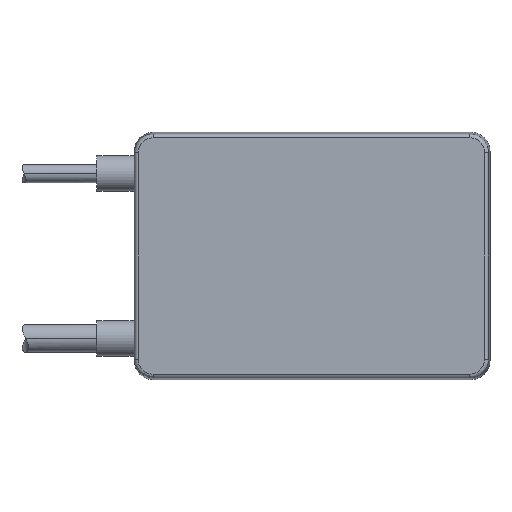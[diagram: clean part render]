
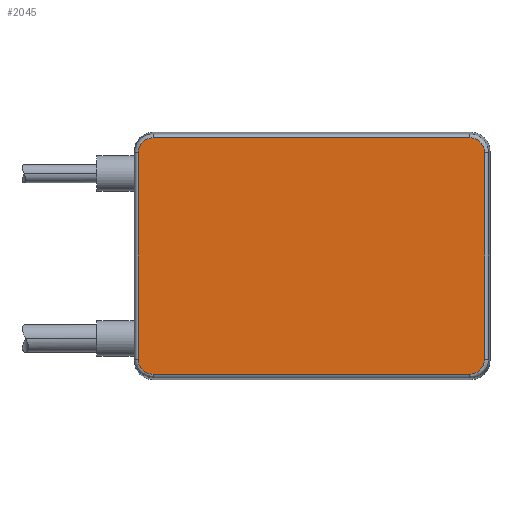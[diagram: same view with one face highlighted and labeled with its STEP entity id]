
A CAD part, front view. The second image highlights one B-rep face of the part: STEP entity #2045.
In plain terms, the highlighted planar face has unit normal (0, -1, 0).
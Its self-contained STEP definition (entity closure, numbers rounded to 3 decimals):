
#40=DIRECTION('',(-1.,0.,0.));
#41=VECTOR('',#40,84.564);
#42=CARTESIAN_POINT('',(69.731,-11.9,31.563));
#43=LINE('',#42,#41);
#44=CARTESIAN_POINT('',(73.73,-11.9,27.564));
#45=CARTESIAN_POINT('',(73.73,-11.9,27.828));
#46=CARTESIAN_POINT('',(73.679,-11.9,28.346));
#47=CARTESIAN_POINT('',(73.45,-11.9,29.104));
#48=CARTESIAN_POINT('',(73.078,-11.9,29.8));
#49=CARTESIAN_POINT('',(72.577,-11.9,30.411));
#50=CARTESIAN_POINT('',(71.966,-11.9,30.911));
#51=CARTESIAN_POINT('',(71.27,-11.9,31.283));
#52=CARTESIAN_POINT('',(70.512,-11.9,31.512));
#53=CARTESIAN_POINT('',(69.995,-11.9,31.563));
#54=CARTESIAN_POINT('',(69.731,-11.9,31.563));
#56=DIRECTION('',(0.,0.,1.));
#57=VECTOR('',#56,55.128);
#58=CARTESIAN_POINT('',(73.73,-11.9,-27.564));
#59=LINE('',#58,#57);
#60=CARTESIAN_POINT('',(69.731,-11.9,-31.563));
#61=CARTESIAN_POINT('',(69.995,-11.9,-31.563));
#62=CARTESIAN_POINT('',(70.513,-11.9,-31.512));
#63=CARTESIAN_POINT('',(71.271,-11.9,-31.283));
#64=CARTESIAN_POINT('',(71.967,-11.9,-30.911));
#65=CARTESIAN_POINT('',(72.577,-11.9,-30.41));
#66=CARTESIAN_POINT('',(73.078,-11.9,-29.8));
#67=CARTESIAN_POINT('',(73.45,-11.9,-29.104));
#68=CARTESIAN_POINT('',(73.679,-11.9,-28.346));
#69=CARTESIAN_POINT('',(73.73,-11.9,-27.828));
#70=CARTESIAN_POINT('',(73.73,-11.9,-27.564));
#72=DIRECTION('',(1.,0.,0.));
#73=VECTOR('',#72,84.564);
#74=CARTESIAN_POINT('',(-14.833,-11.9,-31.563));
#75=LINE('',#74,#73);
#76=CARTESIAN_POINT('',(-18.833,-11.9,-27.563));
#77=CARTESIAN_POINT('',(-18.833,-11.9,-27.827));
#78=CARTESIAN_POINT('',(-18.782,-11.9,-28.345));
#79=CARTESIAN_POINT('',(-18.553,-11.9,-29.104));
#80=CARTESIAN_POINT('',(-18.181,-11.9,-29.8));
#81=CARTESIAN_POINT('',(-17.68,-11.9,-30.41));
#82=CARTESIAN_POINT('',(-17.069,-11.9,-30.911));
#83=CARTESIAN_POINT('',(-16.373,-11.9,-31.283));
#84=CARTESIAN_POINT('',(-15.615,-11.9,-31.512));
#85=CARTESIAN_POINT('',(-15.098,-11.9,-31.563));
#86=CARTESIAN_POINT('',(-14.833,-11.9,-31.563));
#88=DIRECTION('',(0.,0.,-1.));
#89=VECTOR('',#88,55.126);
#90=CARTESIAN_POINT('',(-18.833,-11.9,27.563));
#91=LINE('',#90,#89);
#92=CARTESIAN_POINT('',(-14.833,-11.9,31.563));
#93=CARTESIAN_POINT('',(-15.098,-11.9,31.563));
#94=CARTESIAN_POINT('',(-15.615,-11.9,31.512));
#95=CARTESIAN_POINT('',(-16.374,-11.9,31.283));
#96=CARTESIAN_POINT('',(-17.07,-11.9,30.911));
#97=CARTESIAN_POINT('',(-17.68,-11.9,30.41));
#98=CARTESIAN_POINT('',(-18.181,-11.9,29.799));
#99=CARTESIAN_POINT('',(-18.553,-11.9,29.103));
#100=CARTESIAN_POINT('',(-18.782,-11.9,28.345));
#101=CARTESIAN_POINT('',(-18.833,-11.9,27.827));
#102=CARTESIAN_POINT('',(-18.833,-11.9,27.563));
#1793=CARTESIAN_POINT('',(69.731,-11.9,31.563));
#1794=CARTESIAN_POINT('',(-14.833,-11.9,31.563));
#1795=VERTEX_POINT('',#1793);
#1796=VERTEX_POINT('',#1794);
#1801=VERTEX_POINT('',#102);
#1803=CARTESIAN_POINT('',(-18.833,-11.9,-27.563));
#1804=VERTEX_POINT('',#1803);
#1805=VERTEX_POINT('',#86);
#1808=CARTESIAN_POINT('',(69.731,-11.9,
-31.563));
#1809=VERTEX_POINT('',#1808);
#1994=VERTEX_POINT('',#70);
#1996=CARTESIAN_POINT('',(73.73,-11.9,27.564));
#1997=VERTEX_POINT('',#1996);
#2023=CARTESIAN_POINT('',(27.667,-11.9,0.));
#2024=DIRECTION('',(0.,1.,0.));
#2025=DIRECTION('',(-1.,0.,0.));
#2026=AXIS2_PLACEMENT_3D('',#2023,#2024,#2025);
#2027=PLANE('',#2026);
#2028=ORIENTED_EDGE('',*,*,#2005,.F.);
#2030=ORIENTED_EDGE('',*,*,#2029,.F.);
#2032=ORIENTED_EDGE('',*,*,#2031,.F.);
#2034=ORIENTED_EDGE('',*,*,#2033,.F.);
#2036=ORIENTED_EDGE('',*,*,#2035,.F.);
#2038=ORIENTED_EDGE('',*,*,#2037,.F.);
#2040=ORIENTED_EDGE('',*,*,#2039,.F.);
#2042=ORIENTED_EDGE('',*,*,#2041,.F.);
#2043=EDGE_LOOP('',(#2028,#2030,#2032,#2034,#2036,#2038,#2040,#2042));
#2044=FACE_OUTER_BOUND('',#2043,.F.);
#2045=ADVANCED_FACE('',(#2044),#2027,.F.);
#55=B_SPLINE_CURVE_WITH_KNOTS('',3,(#44,#45,#46,#47,#48,#49,#50,#51,#52,#53,
#54),.UNSPECIFIED.,.F.,.F.,(4,1,1,1,1,1,1,1,4),(0.,0.125,0.25,0.375,
0.5,0.625,0.75,0.875,1.),.UNSPECIFIED.);
#71=B_SPLINE_CURVE_WITH_KNOTS('',3,(#60,#61,#62,#63,#64,#65,#66,#67,#68,#69,
#70),.UNSPECIFIED.,.F.,.F.,(4,1,1,1,1,1,1,1,4),(0.,0.125,0.25,0.375,
0.5,0.625,0.75,0.875,1.),.UNSPECIFIED.);
#87=B_SPLINE_CURVE_WITH_KNOTS('',3,(#76,#77,#78,#79,#80,#81,#82,#83,#84,#85,
#86),.UNSPECIFIED.,.F.,.F.,(4,1,1,1,1,1,1,1,4),(0.,0.125,0.25,0.375,
0.5,0.625,0.75,0.875,1.),.UNSPECIFIED.);
#103=B_SPLINE_CURVE_WITH_KNOTS('',3,(#92,#93,#94,#95,#96,#97,#98,#99,#100,#101,
#102),.UNSPECIFIED.,.F.,.F.,(4,1,1,1,1,1,1,1,4),(0.,0.125,0.25,0.375,
0.5,0.625,0.75,0.875,1.),.UNSPECIFIED.);
#2005=EDGE_CURVE('',#1795,#1796,#43,.T.);
#2029=EDGE_CURVE('',#1997,#1795,#55,.T.);
#2031=EDGE_CURVE('',#1994,#1997,#59,.T.);
#2033=EDGE_CURVE('',#1809,#1994,#71,.T.);
#2035=EDGE_CURVE('',#1805,#1809,#75,.T.);
#2037=EDGE_CURVE('',#1804,#1805,#87,.T.);
#2039=EDGE_CURVE('',#1801,#1804,#91,.T.);
#2041=EDGE_CURVE('',#1796,#1801,#103,.T.);
